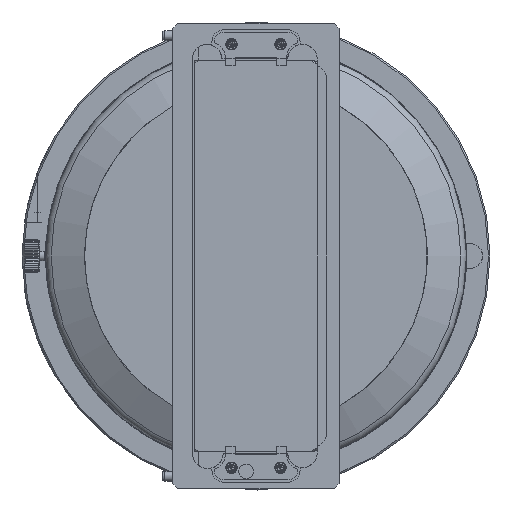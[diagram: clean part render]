
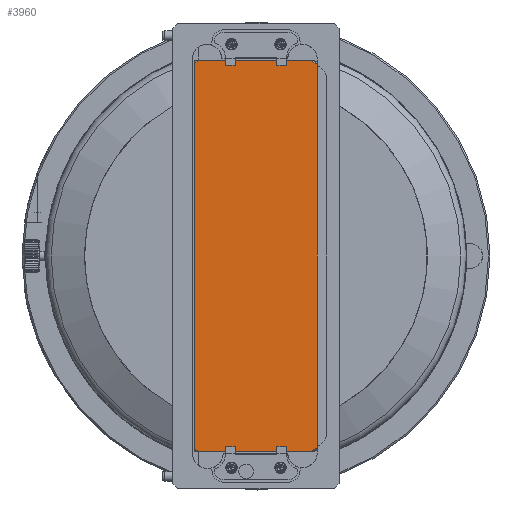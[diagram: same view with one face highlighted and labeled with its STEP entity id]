
A CAD part, left-side view. The second image highlights one B-rep face of the part: STEP entity #3960.
In plain terms, the highlighted planar face has unit normal (-1, 0, 0).
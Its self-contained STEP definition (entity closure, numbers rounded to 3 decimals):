
#280=PLANE('',#18823);
#820=LINE('',#29818,#1925);
#833=LINE('',#29919,#1938);
#851=LINE('',#29960,#1956);
#855=LINE('',#29978,#1960);
#863=LINE('',#30012,#1968);
#865=LINE('',#30016,#1970);
#1925=VECTOR('',#20392,1.);
#1938=VECTOR('',#20441,1.);
#1956=VECTOR('',#20473,1.);
#1960=VECTOR('',#20479,1.);
#1968=VECTOR('',#20499,1.);
#1970=VECTOR('',#20503,1.);
#3192=FACE_OUTER_BOUND('',#6443,.T.);
#3960=ADVANCED_FACE('',(#3192),#280,.T.);
#6443=EDGE_LOOP('',(#9293,#9294,#9295,#9296,#9297,#9298,#9299,#9300,#9301,
#9302));
#9293=ORIENTED_EDGE('',*,*,#15697,.F.);
#9294=ORIENTED_EDGE('',*,*,#15717,.T.);
#9295=ORIENTED_EDGE('',*,*,#15685,.T.);
#9296=ORIENTED_EDGE('',*,*,#15738,.T.);
#9297=ORIENTED_EDGE('',*,*,#15694,.F.);
#9298=ORIENTED_EDGE('',*,*,#15758,.F.);
#9299=ORIENTED_EDGE('',*,*,#15786,.F.);
#9300=ORIENTED_EDGE('',*,*,#15744,.F.);
#9301=ORIENTED_EDGE('',*,*,#15787,.F.);
#9302=ORIENTED_EDGE('',*,*,#15760,.T.);
#13550=VERTEX_POINT('',#29813);
#13552=VERTEX_POINT('',#29817);
#13554=VERTEX_POINT('',#29825);
#13558=VERTEX_POINT('',#29852);
#13560=VERTEX_POINT('',#29864);
#13561=VERTEX_POINT('',#29871);
#13597=VERTEX_POINT('',#29977);
#13598=VERTEX_POINT('',#29979);
#13609=VERTEX_POINT('',#30011);
#13611=VERTEX_POINT('',#30017);
#15685=EDGE_CURVE('',#13550,#13552,#820,.T.);
#15694=EDGE_CURVE('',#13560,#13554,#18274,.T.);
#15697=EDGE_CURVE('',#13558,#13561,#18276,.T.);
#15717=EDGE_CURVE('',#13558,#13550,#833,.T.);
#15738=EDGE_CURVE('',#13552,#13554,#851,.T.);
#15744=EDGE_CURVE('',#13597,#13598,#855,.T.);
#15758=EDGE_CURVE('',#13609,#13560,#863,.T.);
#15760=EDGE_CURVE('',#13611,#13561,#865,.T.);
#15786=EDGE_CURVE('',#13598,#13609,#18287,.T.);
#15787=EDGE_CURVE('',#13611,#13597,#18288,.T.);
#18274=B_SPLINE_CURVE_WITH_KNOTS('',3,(#29865,#29866,#29867,#29868),
 .UNSPECIFIED.,.F.,.F.,(4,4),(0.,1.),.UNSPECIFIED.);
#18276=B_SPLINE_CURVE_WITH_KNOTS('',3,(#29877,#29878,#29879,#29880),
 .UNSPECIFIED.,.F.,.F.,(4,4),(0.,1.),.UNSPECIFIED.);
#18287=B_SPLINE_CURVE_WITH_KNOTS('',3,(#30089,#30090,#30091,#30092),
 .UNSPECIFIED.,.F.,.F.,(4,4),(0.,1.),.UNSPECIFIED.);
#18288=B_SPLINE_CURVE_WITH_KNOTS('',3,(#30093,#30094,#30095,#30096),
 .UNSPECIFIED.,.F.,.F.,(4,4),(0.,1.),.UNSPECIFIED.);
#18823=AXIS2_PLACEMENT_3D('',#30097,#20543,#20544);
#20392=DIRECTION('',(0.,0.,1.));
#20441=DIRECTION('',(0.,0.,1.));
#20473=DIRECTION('',(0.,0.,1.));
#20479=DIRECTION('',(0.,0.,1.));
#20499=DIRECTION('',(0.,-1.,0.));
#20503=DIRECTION('',(0.,-1.,0.));
#20543=DIRECTION('',(-1.,0.,0.));
#20544=DIRECTION('',(0.,-1.,0.));
#29813=CARTESIAN_POINT('',(-1214.306,-12.5,-38.828));
#29817=CARTESIAN_POINT('',(-1214.306,-12.5,38.828));
#29818=CARTESIAN_POINT('',(-1214.306,-12.5,40.));
#29825=CARTESIAN_POINT('',(-1214.306,-12.5,39.07));
#29852=CARTESIAN_POINT('',(-1214.306,-12.5,-39.07));
#29864=CARTESIAN_POINT('',(-1214.306,-11.17,40.));
#29865=CARTESIAN_POINT('',(-1214.306,-11.17,40.));
#29866=CARTESIAN_POINT('',(-1214.306,-11.617,39.696));
#29867=CARTESIAN_POINT('',(-1214.306,-12.06,39.386));
#29868=CARTESIAN_POINT('',(-1214.306,-12.5,39.07));
#29871=CARTESIAN_POINT('',(-1214.306,-11.17,-40.));
#29877=CARTESIAN_POINT('',(-1214.306,-12.5,-39.07));
#29878=CARTESIAN_POINT('',(-1214.306,-12.06,-39.386));
#29879=CARTESIAN_POINT('',(-1214.306,-11.617,-39.696));
#29880=CARTESIAN_POINT('',(-1214.306,-11.17,-40.));
#29919=CARTESIAN_POINT('',(-1214.306,-12.5,40.));
#29960=CARTESIAN_POINT('',(-1214.306,-12.5,40.));
#29977=CARTESIAN_POINT('',(-1214.306,12.5,-39.355));
#29978=CARTESIAN_POINT('',(-1214.306,12.5,40.));
#29979=CARTESIAN_POINT('',(-1214.306,12.5,39.355));
#30011=CARTESIAN_POINT('',(-1214.306,11.57,40.));
#30012=CARTESIAN_POINT('',(-1214.306,-12.5,40.));
#30016=CARTESIAN_POINT('',(-1214.306,-12.5,-40.));
#30017=CARTESIAN_POINT('',(-1214.306,11.57,-40.));
#30089=CARTESIAN_POINT('',(-1214.306,12.5,39.355));
#30090=CARTESIAN_POINT('',(-1214.306,12.192,39.573));
#30091=CARTESIAN_POINT('',(-1214.306,11.882,39.788));
#30092=CARTESIAN_POINT('',(-1214.306,11.57,40.));
#30093=CARTESIAN_POINT('',(-1214.306,11.57,-40.));
#30094=CARTESIAN_POINT('',(-1214.306,11.882,-39.788));
#30095=CARTESIAN_POINT('',(-1214.306,12.192,-39.573));
#30096=CARTESIAN_POINT('',(-1214.306,12.5,-39.355));
#30097=CARTESIAN_POINT('',(-1214.306,-12.5,40.));
